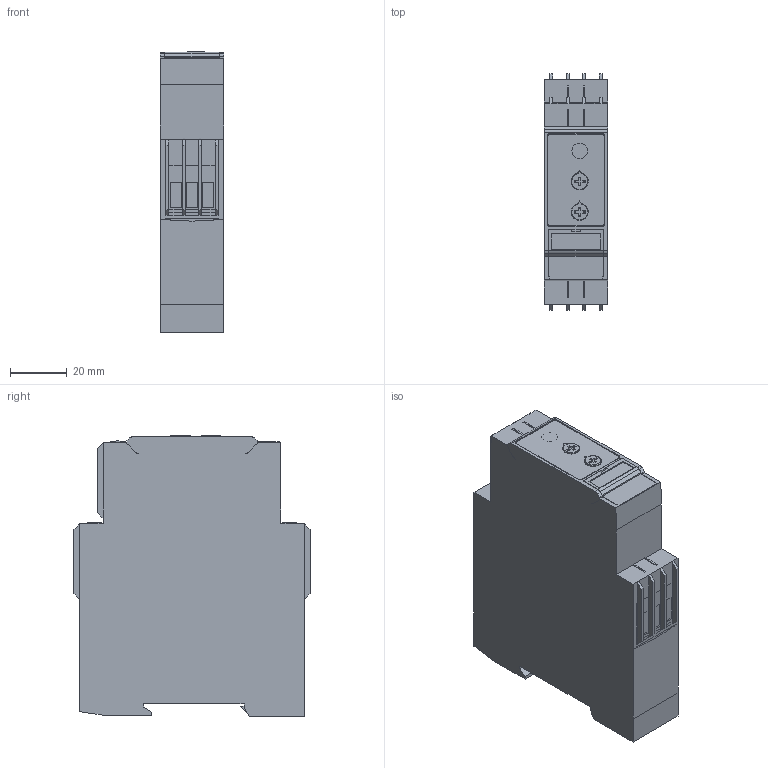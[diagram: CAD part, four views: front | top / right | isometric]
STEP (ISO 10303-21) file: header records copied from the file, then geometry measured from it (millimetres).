
FILE_DESCRIPTION(/* description */ (''),/* implementation_level */ '2;1');
FILE_NAME(/* name */ 'DPB02.stp',/* time_stamp */ '2017-01-30T15:36:41+01:00',/* author */ ('rtamburlin'),/* organization */ (''),/* preprocessor_version */ 'ST-DEVELOPER v16.5',/* originating_system */ 'Autodesk Inventor 2017',/* authorisation */ '');
FILE_SCHEMA (('AUTOMOTIVE_DESIGN { 1 0 10303 214 3 1 1 }'));
Length unit declared in the file: millimetre
Products named in the file (1): DPB02
Bounding box: 22.5 x 83.56 x 99.4 mm (x, y, z)
Volume: 161604.1 mm3; surface area: 24564.9 mm2
Topology: 1 solids, 6 shells, 399 faces, 1133 edges, 768 vertices
Faces by surface type: plane 328, cylinder 49, cone 12, torus 6, bspline 4
Full cylindrical faces by diameter (mm): 5.5 x3
Entity records: 13405 total; most frequent: CARTESIAN_POINT 2526, ORIENTED_EDGE 2260, DIRECTION 1998, EDGE_CURVE 1130, LINE 950, VECTOR 950, VERTEX_POINT 768, AXIS2_PLACEMENT_3D 524
